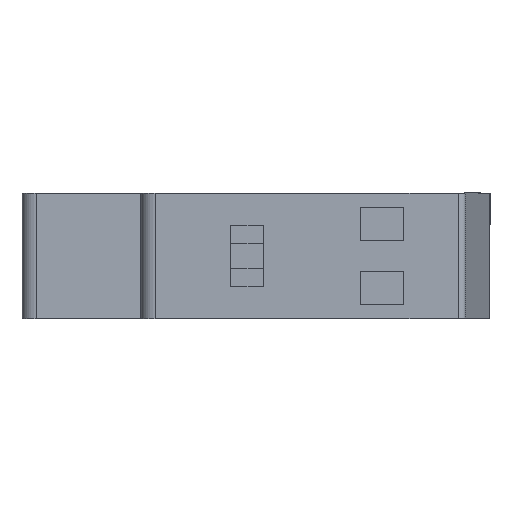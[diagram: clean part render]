
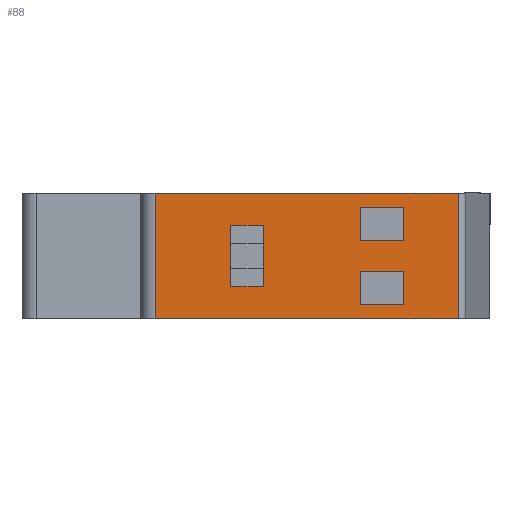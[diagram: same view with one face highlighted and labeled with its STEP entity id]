
A CAD part, left-side view. The second image highlights one B-rep face of the part: STEP entity #88.
In plain terms, the highlighted planar face has unit normal (-1, 0, 0).
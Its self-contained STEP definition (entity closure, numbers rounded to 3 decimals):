
#4 = VECTOR ( 'NONE', #1678, 1000. ) ;
#10 = LINE ( 'NONE', #1381, #12 ) ;
#12 = VECTOR ( 'NONE', #1591, 1000. ) ;
#23 = LINE ( 'NONE', #1384, #30 ) ;
#30 = VECTOR ( 'NONE', #1301, 1000. ) ;
#47 = LINE ( 'NONE', #1689, #4 ) ;
#70 = VERTEX_POINT ( 'NONE', #2127 ) ;
#88 = ADVANCED_FACE ( 'NONE', ( #2464, #2570, #2628, #2685 ), #1856, .T. ) ;
#174 = DIRECTION ( 'NONE',  ( 0., 1., 0. ) ) ;
#176 = CARTESIAN_POINT ( 'NONE',  ( -42.5, -0.577, -4.3 ) ) ;
#265 = EDGE_CURVE ( 'NONE', #2285, #2309, #2595, .T. ) ;
#266 = EDGE_CURVE ( 'NONE', #2277, #2415, #2514, .T. ) ;
#337 = EDGE_CURVE ( 'NONE', #2309, #2393, #2724, .T. ) ;
#352 = EDGE_CURVE ( 'NONE', #2466, #2411, #2794, .T. ) ;
#363 = AXIS2_PLACEMENT_3D ( 'NONE', #2200, #1772, #1851 ) ;
#370 = EDGE_CURVE ( 'NONE', #2393, #70, #2786, .T. ) ;
#406 = EDGE_CURVE ( 'NONE', #2330, #2433, #2845, .T. ) ;
#407 = EDGE_CURVE ( 'NONE', #2415, #2481, #2749, .T. ) ;
#411 = EDGE_CURVE ( 'NONE', #2411, #2330, #2800, .T. ) ;
#440 = EDGE_CURVE ( 'NONE', #2533, #2277, #23, .T. ) ;
#466 = EDGE_CURVE ( 'NONE', #2481, #2533, #47, .T. ) ;
#483 = EDGE_CURVE ( 'NONE', #2575, #2552, #10, .T. ) ;
#505 = EDGE_CURVE ( 'NONE', #2575, #2611, #1728, .T. ) ;
#554 = EDGE_CURVE ( 'NONE', #2596, #2552, #690, .T. ) ;
#556 = EDGE_CURVE ( 'NONE', #2433, #2466, #744, .T. ) ;
#578 = EDGE_CURVE ( 'NONE', #2611, #2596, #635, .T. ) ;
#582 = EDGE_CURVE ( 'NONE', #70, #2285, #632, .T. ) ;
#626 = VECTOR ( 'NONE', #1549, 1000. ) ;
#632 = LINE ( 'NONE', #1550, #626 ) ;
#635 = LINE ( 'NONE', #1214, #639 ) ;
#639 = VECTOR ( 'NONE', #1553, 1000. ) ;
#644 = VECTOR ( 'NONE', #1462, 1000. ) ;
#690 = LINE ( 'NONE', #1371, #741 ) ;
#741 = VECTOR ( 'NONE', #1257, 1000. ) ;
#744 = LINE ( 'NONE', #1343, #644 ) ;
#799 = ORIENTED_EDGE ( 'NONE', *, *, #406, .T. ) ;
#829 = ORIENTED_EDGE ( 'NONE', *, *, #466, .T. ) ;
#835 = ORIENTED_EDGE ( 'NONE', *, *, #440, .T. ) ;
#840 = ORIENTED_EDGE ( 'NONE', *, *, #411, .T. ) ;
#931 = ORIENTED_EDGE ( 'NONE', *, *, #483, .F. ) ;
#937 = ORIENTED_EDGE ( 'NONE', *, *, #266, .T. ) ;
#938 = ORIENTED_EDGE ( 'NONE', *, *, #370, .T. ) ;
#962 = ORIENTED_EDGE ( 'NONE', *, *, #265, .T. ) ;
#988 = ORIENTED_EDGE ( 'NONE', *, *, #578, .T. ) ;
#1021 = ORIENTED_EDGE ( 'NONE', *, *, #554, .T. ) ;
#1031 = ORIENTED_EDGE ( 'NONE', *, *, #582, .T. ) ;
#1115 = ORIENTED_EDGE ( 'NONE', *, *, #337, .T. ) ;
#1129 = ORIENTED_EDGE ( 'NONE', *, *, #352, .T. ) ;
#1132 = ORIENTED_EDGE ( 'NONE', *, *, #407, .T. ) ;
#1149 = ORIENTED_EDGE ( 'NONE', *, *, #505, .T. ) ;
#1204 = ORIENTED_EDGE ( 'NONE', *, *, #556, .T. ) ;
#1207 = CARTESIAN_POINT ( 'NONE',  ( -42.5, 7., 2.15 ) ) ;
#1212 = CARTESIAN_POINT ( 'NONE',  ( -42.5, -0.577, 8.75 ) ) ;
#1214 = CARTESIAN_POINT ( 'NONE',  ( -42.5, 41.5, -8.75 ) ) ;
#1234 = CARTESIAN_POINT ( 'NONE',  ( -42.5, 13., -8.75 ) ) ;
#1236 = CARTESIAN_POINT ( 'NONE',  ( -42.5, -0.577, -6.75 ) ) ;
#1257 = DIRECTION ( 'NONE',  ( 0., -1., 0. ) ) ;
#1275 = CARTESIAN_POINT ( 'NONE',  ( -42.5, -0.577, -8.75 ) ) ;
#1280 = CARTESIAN_POINT ( 'NONE',  ( -42.5, 7., -2.15 ) ) ;
#1301 = DIRECTION ( 'NONE',  ( 0., 1., 0. ) ) ;
#1343 = CARTESIAN_POINT ( 'NONE',  ( -42.5, -0.577, -2.15 ) ) ;
#1363 = CARTESIAN_POINT ( 'NONE',  ( -42.5, -0.577, 8.75 ) ) ;
#1371 = CARTESIAN_POINT ( 'NONE',  ( -42.5, 25.043, -8.75 ) ) ;
#1376 = CARTESIAN_POINT ( 'NONE',  ( -42.5, -0.577, 6.75 ) ) ;
#1381 = CARTESIAN_POINT ( 'NONE',  ( -42.5, -0.577, -8.75 ) ) ;
#1384 = CARTESIAN_POINT ( 'NONE',  ( -42.5, -0.577, 2.15 ) ) ;
#1390 = CARTESIAN_POINT ( 'NONE',  ( -42.5, 13., -2.15 ) ) ;
#1391 = DIRECTION ( 'NONE',  ( 0., -1., 0. ) ) ;
#1400 = CARTESIAN_POINT ( 'NONE',  ( -42.5, 13., 6.75 ) ) ;
#1437 = CARTESIAN_POINT ( 'NONE',  ( -42.5, 26.5, -4.3 ) ) ;
#1459 = CARTESIAN_POINT ( 'NONE',  ( -42.5, 7., 6.75 ) ) ;
#1462 = DIRECTION ( 'NONE',  ( 0., -1., 0. ) ) ;
#1480 = DIRECTION ( 'NONE',  ( 0., 1., 0. ) ) ;
#1481 = DIRECTION ( 'NONE',  ( 0., 0., 1. ) ) ;
#1523 = CARTESIAN_POINT ( 'NONE',  ( -42.5, 26.5, 4.3 ) ) ;
#1528 = CARTESIAN_POINT ( 'NONE',  ( -42.5, 13., 2.15 ) ) ;
#1541 = CARTESIAN_POINT ( 'NONE',  ( -42.5, 31., 4.3 ) ) ;
#1549 = DIRECTION ( 'NONE',  ( 0., 0., 1. ) ) ;
#1550 = CARTESIAN_POINT ( 'NONE',  ( -42.5, 31., -8.75 ) ) ;
#1553 = DIRECTION ( 'NONE',  ( 0., 0., -1. ) ) ;
#1575 = CARTESIAN_POINT ( 'NONE',  ( -42.5, 13., -6.75 ) ) ;
#1591 = DIRECTION ( 'NONE',  ( 0., 0., -1. ) ) ;
#1618 = CARTESIAN_POINT ( 'NONE',  ( -42.5, 41.5, -8.75 ) ) ;
#1625 = CARTESIAN_POINT ( 'NONE',  ( -42.5, 41.5, 8.75 ) ) ;
#1637 = DIRECTION ( 'NONE',  ( 0., 1., 0. ) ) ;
#1656 = CARTESIAN_POINT ( 'NONE',  ( -42.5, 7., -6.75 ) ) ;
#1678 = DIRECTION ( 'NONE',  ( 0., 0., -1. ) ) ;
#1689 = CARTESIAN_POINT ( 'NONE',  ( -42.5, 7., -8.75 ) ) ;
#1728 = LINE ( 'NONE', #1363, #1742 ) ;
#1742 = VECTOR ( 'NONE', #1637, 1000. ) ;
#1762 = CARTESIAN_POINT ( 'NONE',  ( -42.5, 26.5, -8.75 ) ) ;
#1772 = DIRECTION ( 'NONE',  ( -1., 0., 0. ) ) ;
#1819 = DIRECTION ( 'NONE',  ( 0., 0., -1. ) ) ;
#1851 = DIRECTION ( 'NONE',  ( 0., 0., 1. ) ) ;
#1856 = PLANE ( 'NONE',  #363 ) ;
#1949 = CARTESIAN_POINT ( 'NONE',  ( -42.5, 7., -8.75 ) ) ;
#1988 = DIRECTION ( 'NONE',  ( 0., 0., -1. ) ) ;
#2036 = CARTESIAN_POINT ( 'NONE',  ( -42.5, 13., -8.75 ) ) ;
#2040 = CARTESIAN_POINT ( 'NONE',  ( -42.5, -0.577, 4.3 ) ) ;
#2042 = DIRECTION ( 'NONE',  ( 0., -1., 0. ) ) ;
#2043 = DIRECTION ( 'NONE',  ( 0., 0., 1. ) ) ;
#2127 = CARTESIAN_POINT ( 'NONE',  ( -42.5, 31., -4.3 ) ) ;
#2200 = CARTESIAN_POINT ( 'NONE',  ( -42.5, -0.577, -8.75 ) ) ;
#2277 = VERTEX_POINT ( 'NONE', #1528 ) ;
#2285 = VERTEX_POINT ( 'NONE', #1541 ) ;
#2309 = VERTEX_POINT ( 'NONE', #1523 ) ;
#2330 = VERTEX_POINT ( 'NONE', #1575 ) ;
#2361 = EDGE_LOOP ( 'NONE', ( #1115, #938, #1031, #962 ) ) ;
#2379 = EDGE_LOOP ( 'NONE', ( #829, #835, #937, #1132 ) ) ;
#2388 = EDGE_LOOP ( 'NONE', ( #1129, #840, #799, #1204 ) ) ;
#2393 = VERTEX_POINT ( 'NONE', #1437 ) ;
#2411 = VERTEX_POINT ( 'NONE', #1656 ) ;
#2415 = VERTEX_POINT ( 'NONE', #1400 ) ;
#2433 = VERTEX_POINT ( 'NONE', #1390 ) ;
#2436 = EDGE_LOOP ( 'NONE', ( #1021, #931, #1149, #988 ) ) ;
#2464 = FACE_OUTER_BOUND ( 'NONE', #2436, .T. ) ;
#2466 = VERTEX_POINT ( 'NONE', #1280 ) ;
#2480 = VECTOR ( 'NONE', #2042, 1000. ) ;
#2481 = VERTEX_POINT ( 'NONE', #1459 ) ;
#2498 = VECTOR ( 'NONE', #2043, 1000. ) ;
#2514 = LINE ( 'NONE', #2036, #2498 ) ;
#2533 = VERTEX_POINT ( 'NONE', #1207 ) ;
#2552 = VERTEX_POINT ( 'NONE', #1275 ) ;
#2570 = FACE_BOUND ( 'NONE', #2379, .T. ) ;
#2575 = VERTEX_POINT ( 'NONE', #1212 ) ;
#2595 = LINE ( 'NONE', #2040, #2480 ) ;
#2596 = VERTEX_POINT ( 'NONE', #1618 ) ;
#2611 = VERTEX_POINT ( 'NONE', #1625 ) ;
#2628 = FACE_BOUND ( 'NONE', #2388, .T. ) ;
#2685 = FACE_BOUND ( 'NONE', #2361, .T. ) ;
#2723 = VECTOR ( 'NONE', #1819, 1000. ) ;
#2724 = LINE ( 'NONE', #1762, #2723 ) ;
#2739 = VECTOR ( 'NONE', #1481, 1000. ) ;
#2749 = LINE ( 'NONE', #1376, #2781 ) ;
#2757 = VECTOR ( 'NONE', #174, 1000. ) ;
#2774 = VECTOR ( 'NONE', #1988, 1000. ) ;
#2781 = VECTOR ( 'NONE', #1391, 1000. ) ;
#2786 = LINE ( 'NONE', #176, #2757 ) ;
#2794 = LINE ( 'NONE', #1949, #2774 ) ;
#2800 = LINE ( 'NONE', #1236, #2817 ) ;
#2817 = VECTOR ( 'NONE', #1480, 1000. ) ;
#2845 = LINE ( 'NONE', #1234, #2739 ) ;
